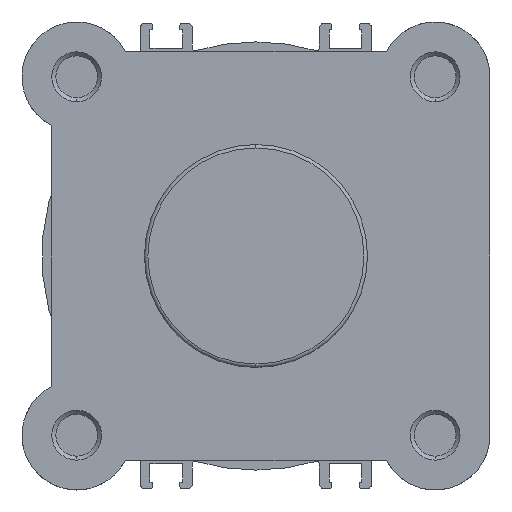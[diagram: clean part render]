
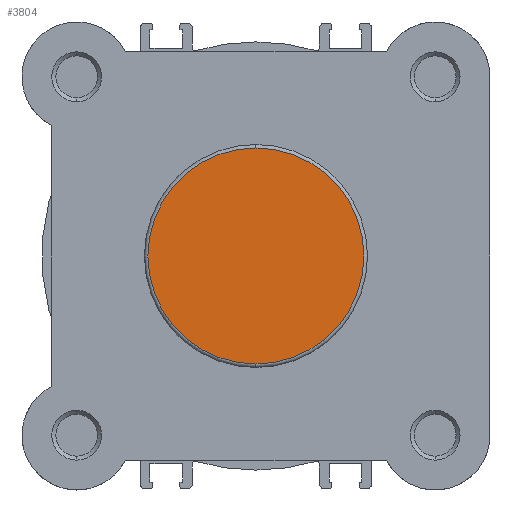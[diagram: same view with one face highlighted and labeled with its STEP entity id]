
A CAD part, left-side view. The second image highlights one B-rep face of the part: STEP entity #3804.
In plain terms, the highlighted planar face has unit normal (-1, 0, 0).
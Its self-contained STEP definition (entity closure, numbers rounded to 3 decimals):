
#125 = EDGE_CURVE ( 'NONE', #3196, #3193, #5176, .T. ) ;
#363 = AXIS2_PLACEMENT_3D ( 'NONE', #4138, #4139, #4140 ) ;
#472 = AXIS2_PLACEMENT_3D ( 'NONE', #4712, #4713, #4714 ) ;
#613 = AXIS2_PLACEMENT_3D ( 'NONE', #1743, #1746, #1747 ) ;
#902 = EDGE_CURVE ( 'NONE', #3193, #3196, #5526, .T. ) ;
#1101 = CARTESIAN_POINT ( 'NONE',  ( 0., 0., -21.7 ) ) ;
#1743 = CARTESIAN_POINT ( 'NONE',  ( 0., 22.4, 0. ) ) ;
#1744 = PLANE ( 'NONE',  #613 ) ;
#1746 = DIRECTION ( 'NONE',  ( 1., 0., 0. ) ) ;
#1747 = DIRECTION ( 'NONE',  ( 0., 0., -1. ) ) ;
#3193 = VERTEX_POINT ( 'NONE', #7435 ) ;
#3196 = VERTEX_POINT ( 'NONE', #1101 ) ;
#3804 = ADVANCED_FACE ( 'NONE', ( #5973 ), #1744, .F. ) ;
#4138 = CARTESIAN_POINT ( 'NONE',  ( 0., 0., 0. ) ) ;
#4139 = DIRECTION ( 'NONE',  ( -1., 0., 0. ) ) ;
#4140 = DIRECTION ( 'NONE',  ( 0., 0., -1. ) ) ;
#4712 = CARTESIAN_POINT ( 'NONE',  ( 0., 0., 0. ) ) ;
#4713 = DIRECTION ( 'NONE',  ( -1., 0., 0. ) ) ;
#4714 = DIRECTION ( 'NONE',  ( 0., 0., -1. ) ) ;
#5176 = CIRCLE ( 'NONE', #363, 21.7 ) ;
#5526 = CIRCLE ( 'NONE', #472, 21.7 ) ;
#5973 = FACE_OUTER_BOUND ( 'NONE', #6520, .T. ) ;
#6520 = EDGE_LOOP ( 'NONE', ( #6889, #6888 ) ) ;
#6888 = ORIENTED_EDGE ( 'NONE', *, *, #902, .T. ) ;
#6889 = ORIENTED_EDGE ( 'NONE', *, *, #125, .T. ) ;
#7435 = CARTESIAN_POINT ( 'NONE',  ( 0., 0., 21.7 ) ) ;
